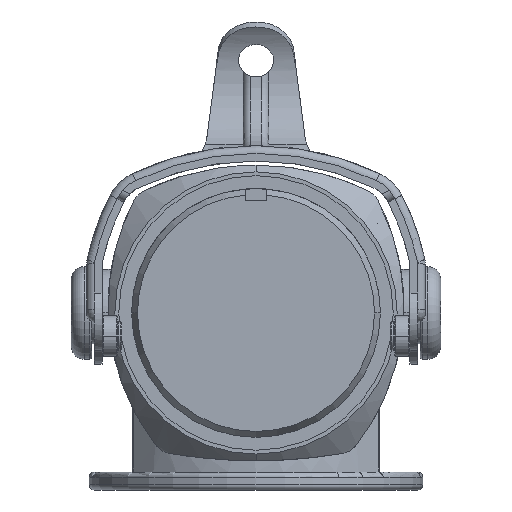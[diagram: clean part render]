
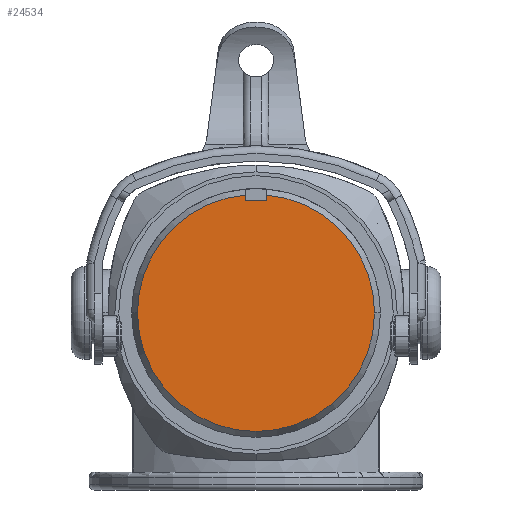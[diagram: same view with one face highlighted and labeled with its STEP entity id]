
A CAD part, front view. The second image highlights one B-rep face of the part: STEP entity #24534.
In plain terms, the highlighted planar face has unit normal (0, -1, 0).
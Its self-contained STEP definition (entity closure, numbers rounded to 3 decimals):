
#8274=CARTESIAN_POINT('',(0.,0.,0.));
#8275=DIRECTION('',(0.,1.,0.));
#8276=DIRECTION('',(0.091,0.,0.996));
#8277=AXIS2_PLACEMENT_3D('',#8274,#8275,#8276);
#8291=DIRECTION('',(0.,0.,-1.));
#8292=VECTOR('',#8291,1.);
#8293=CARTESIAN_POINT('',(-2.1,0.,23.));
#8294=LINE('',#8293,#8292);
#8295=DIRECTION('',(1.,0.,0.));
#8296=VECTOR('',#8295,4.2);
#8297=CARTESIAN_POINT('',(-2.1,0.,22.));
#8298=LINE('',#8297,#8296);
#8299=DIRECTION('',(0.,0.,1.));
#8300=VECTOR('',#8299,1.);
#8301=CARTESIAN_POINT('',(2.1,0.,22.));
#8302=LINE('',#8301,#8300);
#8307=CARTESIAN_POINT('',(0.,0.,0.));
#8308=DIRECTION('',(0.,1.,0.));
#8309=DIRECTION('',(-1.,0.,0.));
#8310=AXIS2_PLACEMENT_3D('',#8307,#8308,#8309);
#8328=CARTESIAN_POINT('',(0.,0.,0.));
#8329=DIRECTION('',(0.,1.,0.));
#8330=DIRECTION('',(1.,0.,0.));
#8331=AXIS2_PLACEMENT_3D('',#8328,#8329,#8330);
#13390=CARTESIAN_POINT('',(-2.1,0.,22.));
#13391=CARTESIAN_POINT('',(2.1,0.,22.));
#13392=VERTEX_POINT('',#13390);
#13393=VERTEX_POINT('',#13391);
#13462=CARTESIAN_POINT('',(2.1,0.,23.));
#13463=CARTESIAN_POINT('',(23.095,0.,0.));
#13464=VERTEX_POINT('',#13462);
#13465=VERTEX_POINT('',#13463);
#13470=CARTESIAN_POINT('',(-23.095,0.,0.));
#13471=VERTEX_POINT('',#13470);
#13474=CARTESIAN_POINT('',(-2.1,0.,23.));
#13475=VERTEX_POINT('',#13474);
#24516=CARTESIAN_POINT('',(0.,0.,0.));
#24517=DIRECTION('',(0.,1.,0.));
#24518=DIRECTION('',(1.,0.,0.));
#24519=AXIS2_PLACEMENT_3D('',#24516,#24517,#24518);
#24520=PLANE('',#24519);
#24522=ORIENTED_EDGE('',*,*,#24521,.T.);
#24524=ORIENTED_EDGE('',*,*,#24523,.T.);
#24526=ORIENTED_EDGE('',*,*,#24525,.T.);
#24527=ORIENTED_EDGE('',*,*,#24506,.T.);
#24529=ORIENTED_EDGE('',*,*,#24528,.T.);
#24531=ORIENTED_EDGE('',*,*,#24530,.T.);
#24532=EDGE_LOOP('',(#24522,#24524,#24526,#24527,#24529,#24531));
#24533=FACE_OUTER_BOUND('',#24532,.F.);
#24534=ADVANCED_FACE('',(#24533),#24520,.F.);
#8278=CIRCLE('',#8277,23.095);
#8311=CIRCLE('',#8310,23.095);
#8332=CIRCLE('',#8331,23.095);
#24506=EDGE_CURVE('',#13464,#13465,#8278,.T.);
#24521=EDGE_CURVE('',#13475,#13392,#8294,.T.);
#24523=EDGE_CURVE('',#13392,#13393,#8298,.T.);
#24525=EDGE_CURVE('',#13393,#13464,#8302,.T.);
#24528=EDGE_CURVE('',#13465,#13471,#8332,.T.);
#24530=EDGE_CURVE('',#13471,#13475,#8311,.T.);
